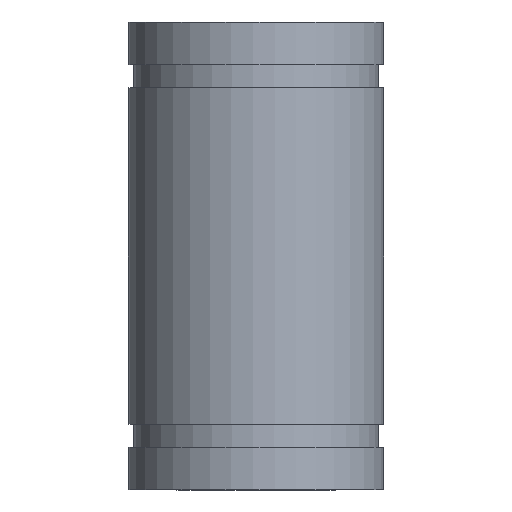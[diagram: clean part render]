
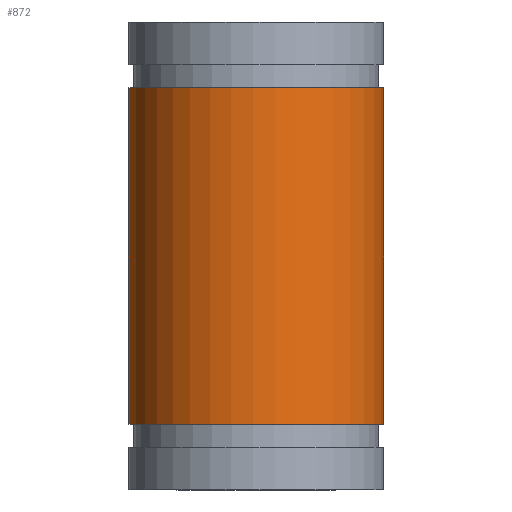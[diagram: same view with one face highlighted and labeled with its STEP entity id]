
A CAD part, left-side view. The second image highlights one B-rep face of the part: STEP entity #872.
In plain terms, the highlighted cylindrical face has radius 6 mm (diameter 12 mm), a partial arc.
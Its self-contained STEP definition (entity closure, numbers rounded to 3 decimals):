
#76 = ORIENTED_EDGE ( 'NONE', *, *, #365, .T. ) ;
#87 = VECTOR ( 'NONE', #640, 1000. ) ;
#91 = EDGE_LOOP ( 'NONE', ( #187, #105, #140, #76 ) ) ;
#102 = FACE_OUTER_BOUND ( 'NONE', #91, .T. ) ;
#103 = CIRCLE ( 'NONE', #414, 6. ) ;
#105 = ORIENTED_EDGE ( 'NONE', *, *, #363, .T. ) ;
#106 = CYLINDRICAL_SURFACE ( 'NONE', #416, 6. ) ;
#140 = ORIENTED_EDGE ( 'NONE', *, *, #869, .F. ) ;
#187 = ORIENTED_EDGE ( 'NONE', *, *, #362, .T. ) ;
#209 = VECTOR ( 'NONE', #636, 1000. ) ;
#235 = CIRCLE ( 'NONE', #394, 6. ) ;
#245 = LINE ( 'NONE', #627, #209 ) ;
#303 = LINE ( 'NONE', #639, #87 ) ;
#362 = EDGE_CURVE ( 'NONE', #581, #571, #235, .T. ) ;
#363 = EDGE_CURVE ( 'NONE', #571, #584, #245, .T. ) ;
#365 = EDGE_CURVE ( 'NONE', #565, #581, #303, .T. ) ;
#394 = AXIS2_PLACEMENT_3D ( 'NONE', #630, #633, #634 ) ;
#414 = AXIS2_PLACEMENT_3D ( 'NONE', #725, #726, #727 ) ;
#416 = AXIS2_PLACEMENT_3D ( 'NONE', #736, #735, #734 ) ;
#565 = VERTEX_POINT ( 'NONE', #703 ) ;
#571 = VERTEX_POINT ( 'NONE', #708 ) ;
#581 = VERTEX_POINT ( 'NONE', #718 ) ;
#584 = VERTEX_POINT ( 'NONE', #721 ) ;
#627 = CARTESIAN_POINT ( 'NONE',  ( -0.314, -5.992, 0. ) ) ;
#630 = CARTESIAN_POINT ( 'NONE',  ( 0., 0., -18.9 ) ) ;
#633 = DIRECTION ( 'NONE',  ( 0., 0., 1. ) ) ;
#634 = DIRECTION ( 'NONE',  ( 1., 0., 0. ) ) ;
#636 = DIRECTION ( 'NONE',  ( 0., 0., 1. ) ) ;
#639 = CARTESIAN_POINT ( 'NONE',  ( 0.314, -5.992, 0. ) ) ;
#640 = DIRECTION ( 'NONE',  ( 0., 0., -1. ) ) ;
#703 = CARTESIAN_POINT ( 'NONE',  ( 0.314, -5.992, -3.1 ) ) ;
#708 = CARTESIAN_POINT ( 'NONE',  ( -0.314, -5.992, -18.9 ) ) ;
#718 = CARTESIAN_POINT ( 'NONE',  ( 0.314, -5.992, -18.9 ) ) ;
#721 = CARTESIAN_POINT ( 'NONE',  ( -0.314, -5.992, -3.1 ) ) ;
#725 = CARTESIAN_POINT ( 'NONE',  ( 0., 0., -3.1 ) ) ;
#726 = DIRECTION ( 'NONE',  ( 0., 0., 1. ) ) ;
#727 = DIRECTION ( 'NONE',  ( 1., 0., 0. ) ) ;
#734 = DIRECTION ( 'NONE',  ( 1., 0., 0. ) ) ;
#735 = DIRECTION ( 'NONE',  ( 0., 0., 1. ) ) ;
#736 = CARTESIAN_POINT ( 'NONE',  ( 0., 0., 0. ) ) ;
#869 = EDGE_CURVE ( 'NONE', #565, #584, #103, .T. ) ;
#872 = ADVANCED_FACE ( 'NONE', ( #102 ), #106, .T. ) ;
